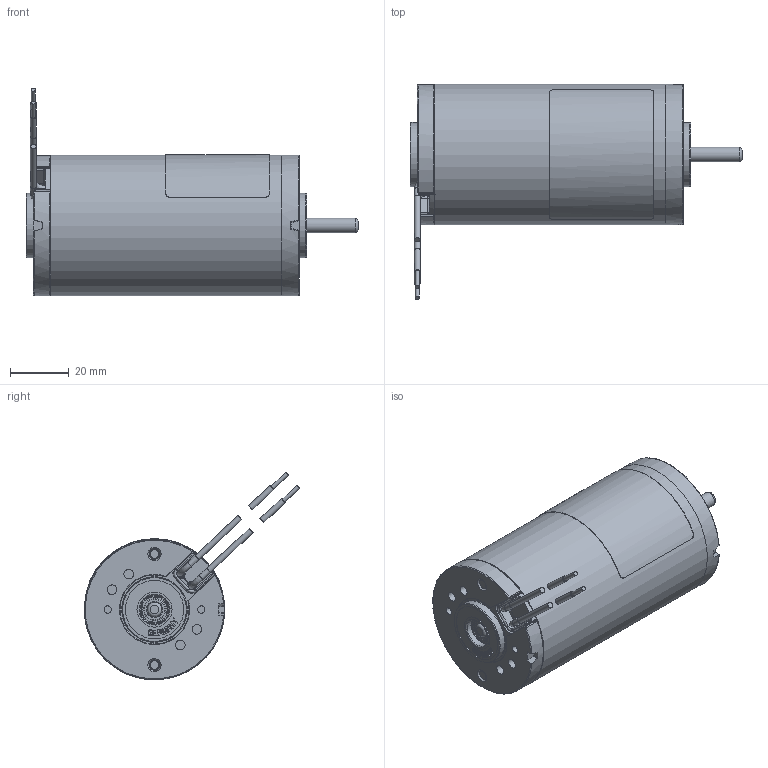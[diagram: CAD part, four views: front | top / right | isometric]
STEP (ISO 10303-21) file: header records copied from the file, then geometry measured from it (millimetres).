
FILE_DESCRIPTION(/* description */ (''),/* implementation_level */ '2;1');
FILE_NAME(/* name */ '210890a.stp',/* time_stamp */ '2019-06-18T08:41:42+02:00',/* author */ (''),/* organization */ (''),/* preprocessor_version */ 'ST-DEVELOPER v15',/* originating_system */ 'SIEMENS PLM Software NX 8.5',/* authorisation */ '');
FILE_SCHEMA (('AUTOMOTIVE_DESIGN { 1 0 10303 214 3 1 1 1 }'));
Length unit declared in the file: millimetre
Products named in the file (1): Rass03009A4Ea7tt
Bounding box: 113.5 x 73.63 x 70.94 mm (x, y, z)
Volume: 61162.5 mm3; surface area: 52187.1 mm2
Topology: 28 solids, 28 shells, 2513 faces, 6130 edges, 3939 vertices
Faces by surface type: plane 1701, cylinder 429, torus 152, cone 70, extrusion 63, bspline 55, sphere 43
Full cylindrical faces by diameter (mm): 0.5 x2, 1.2 x4, 1.4 x2, 1.5 x1, 2 x4, 2.5 x8, 3 x2, 3.3 x10, 3.4 x2, 3.6 x2, 3.9 x2, 4 x4, 4.3 x2, 5 x3, 7 x2, 7.05 x4, 7.2 x2, 7.507 x2, 9.54 x4, 10 x2, 12 x2, 12.517 x2, 13.2 x2, 16 x2, 16.5 x1, 18.4 x1, 19 x1, 20 x2, 22 x3, 24 x1
Entity records: 79293 total; most frequent: CARTESIAN_POINT 21826, ORIENTED_EDGE 11696, DIRECTION 11093, EDGE_CURVE 5848, VECTOR 4041, LINE 3978, VERTEX_POINT 3880, AXIS2_PLACEMENT_3D 3526
